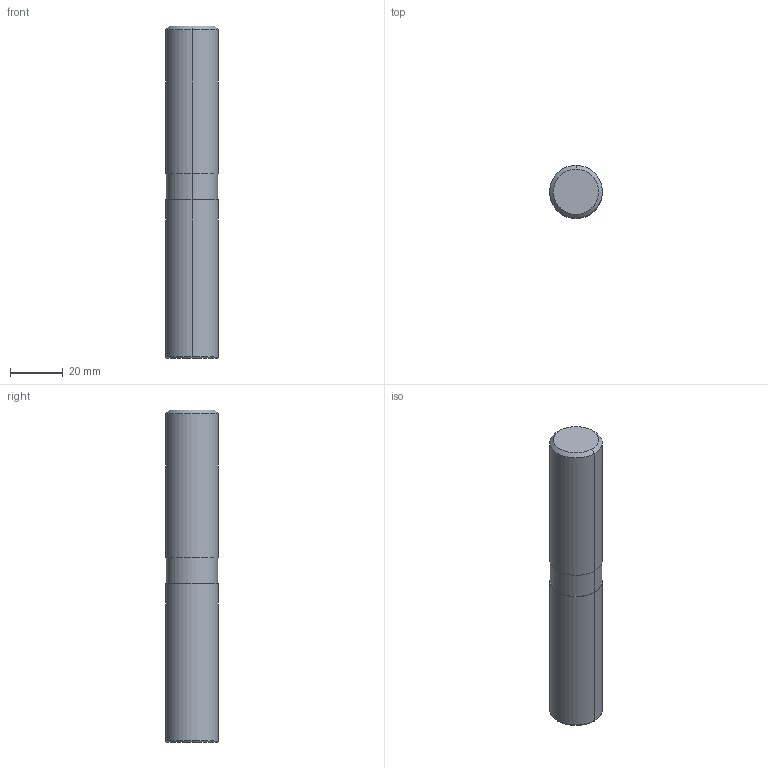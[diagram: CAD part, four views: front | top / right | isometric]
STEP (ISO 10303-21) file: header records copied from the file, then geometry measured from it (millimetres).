
FILE_DESCRIPTION(('STEP AP214'),'1');
FILE_NAME('607984571-000-00-E43.stp','2023-08-31T10:42:29',(' '),(' '),'Spatial InterOp 3D',' ',' ');
FILE_SCHEMA(('AUTOMOTIVE_DESIGN { 1 0 10303 214 1 1 1 1 }'));
Length unit declared in the file: millimetre
Products named in the file (1): 1
Bounding box: 20 x 20 x 126 mm (x, y, z)
Volume: 39366.9 mm3; surface area: 9090.1 mm2
Topology: 2 solids, 2 shells, 15 faces, 44 edges, 35 vertices
Faces by surface type: cylinder 6, plane 5, cone 2, torus 2
Entity records: 660 total; most frequent: DIRECTION 104, CARTESIAN_POINT 84, ORIENTED_EDGE 58, AXIS2_PLACEMENT_3D 43, EDGE_CURVE 29, LINE 22, CIRCLE 22, VECTOR 22
